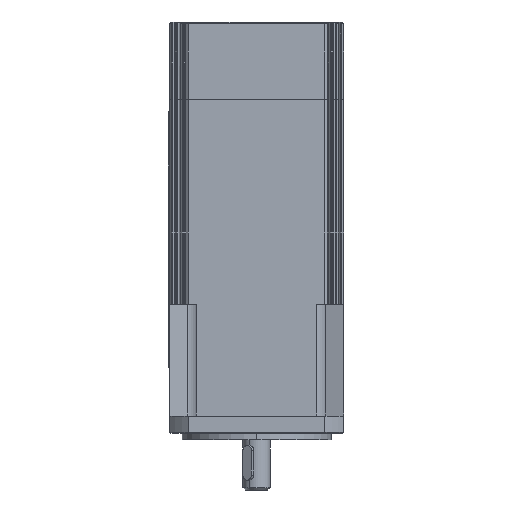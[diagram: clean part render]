
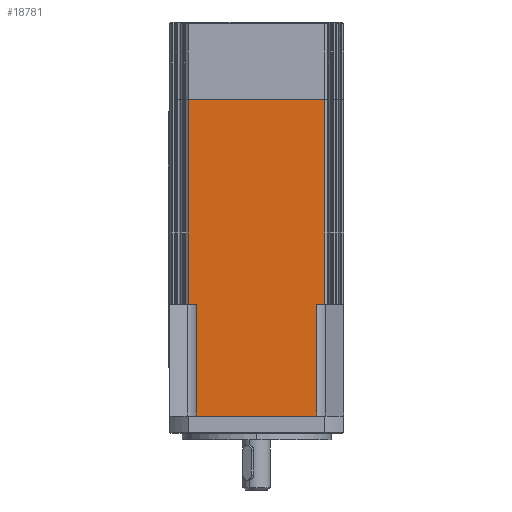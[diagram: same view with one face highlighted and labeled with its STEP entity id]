
A CAD part, front view. The second image highlights one B-rep face of the part: STEP entity #18781.
In plain terms, the highlighted planar face has unit normal (0, -1, 0).
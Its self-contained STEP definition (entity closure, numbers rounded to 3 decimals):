
#18710=CARTESIAN_POINT('',(27.482,-35.,0.0));
#18711=DIRECTION('',(0.0,-1.0,0.0));
#18712=DIRECTION('',(0.0,0.0,-1.0));
#18713=AXIS2_PLACEMENT_3D('',#18710,#18711,#18712);
#18714=PLANE('',#18713);
#18715=CARTESIAN_POINT('',(-24.249,-35.,45.0));
#18716=VERTEX_POINT('',#18715);
#18717=CARTESIAN_POINT('',(-24.249,-35.,0.0));
#18718=VERTEX_POINT('',#18717);
#18719=CARTESIAN_POINT('',(-24.249,-35.,45.0));
#18720=DIRECTION('',(0.0,0.0,-1.0));
#18721=VECTOR('',#18720,45.0);
#18722=LINE('',#18719,#18721);
#18723=EDGE_CURVE('',#18716,#18718,#18722,.T.);
#18724=ORIENTED_EDGE('',*,*,#18723,.T.);
#18725=CARTESIAN_POINT('',(24.249,-35.,0.0));
#18726=VERTEX_POINT('',#18725);
#18727=CARTESIAN_POINT('',(-24.249,-35.,0.0));
#18728=DIRECTION('',(1.0,0.0,0.0));
#18729=VECTOR('',#18728,48.498);
#18730=LINE('',#18727,#18729);
#18731=EDGE_CURVE('',#18718,#18726,#18730,.T.);
#18732=ORIENTED_EDGE('',*,*,#18731,.T.);
#18733=CARTESIAN_POINT('',(24.249,-35.,45.0));
#18734=VERTEX_POINT('',#18733);
#18735=CARTESIAN_POINT('',(24.249,-35.,0.0));
#18736=DIRECTION('',(0.0,0.0,1.0));
#18737=VECTOR('',#18736,45.0);
#18738=LINE('',#18735,#18737);
#18739=EDGE_CURVE('',#18726,#18734,#18738,.T.);
#18740=ORIENTED_EDGE('',*,*,#18739,.T.);
#18741=CARTESIAN_POINT('',(27.482,-35.,45.0));
#18742=VERTEX_POINT('',#18741);
#18743=CARTESIAN_POINT('',(24.249,-35.,45.0));
#18744=DIRECTION('',(1.0,0.0,0.0));
#18745=VECTOR('',#18744,3.233);
#18746=LINE('',#18743,#18745);
#18747=EDGE_CURVE('',#18734,#18742,#18746,.T.);
#18748=ORIENTED_EDGE('',*,*,#18747,.T.);
#18749=CARTESIAN_POINT('',(27.482,-35.,127.5));
#18750=VERTEX_POINT('',#18749);
#18751=CARTESIAN_POINT('',(27.482,-35.,45.0));
#18752=DIRECTION('',(0.0,0.0,1.0));
#18753=VECTOR('',#18752,82.5);
#18754=LINE('',#18751,#18753);
#18755=EDGE_CURVE('',#18742,#18750,#18754,.T.);
#18756=ORIENTED_EDGE('',*,*,#18755,.T.);
#18757=CARTESIAN_POINT('',(-27.482,-35.,127.5));
#18758=VERTEX_POINT('',#18757);
#18759=CARTESIAN_POINT('',(27.482,-35.,127.5));
#18760=DIRECTION('',(-1.0,0.0,0.0));
#18761=VECTOR('',#18760,54.964);
#18762=LINE('',#18759,#18761);
#18763=EDGE_CURVE('',#18750,#18758,#18762,.T.);
#18764=ORIENTED_EDGE('',*,*,#18763,.T.);
#18765=CARTESIAN_POINT('',(-27.482,-35.,45.0));
#18766=VERTEX_POINT('',#18765);
#18767=CARTESIAN_POINT('',(-27.482,-35.,45.0));
#18768=DIRECTION('',(0.0,0.0,1.0));
#18769=VECTOR('',#18768,82.5);
#18770=LINE('',#18767,#18769);
#18771=EDGE_CURVE('',#18766,#18758,#18770,.T.);
#18772=ORIENTED_EDGE('',*,*,#18771,.F.);
#18773=CARTESIAN_POINT('',(-27.482,-35.,45.0));
#18774=DIRECTION('',(1.0,0.0,0.0));
#18775=VECTOR('',#18774,3.233);
#18776=LINE('',#18773,#18775);
#18777=EDGE_CURVE('',#18766,#18716,#18776,.T.);
#18778=ORIENTED_EDGE('',*,*,#18777,.T.);
#18779=EDGE_LOOP('',(#18724,#18732,#18740,#18748,#18756,#18764,#18772,#18778));
#18780=FACE_OUTER_BOUND('',#18779,.T.);
#18781=ADVANCED_FACE('',(#18780),#18714,.T.);
